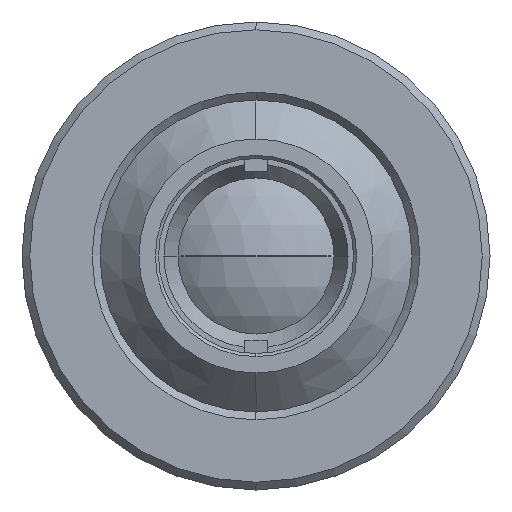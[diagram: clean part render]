
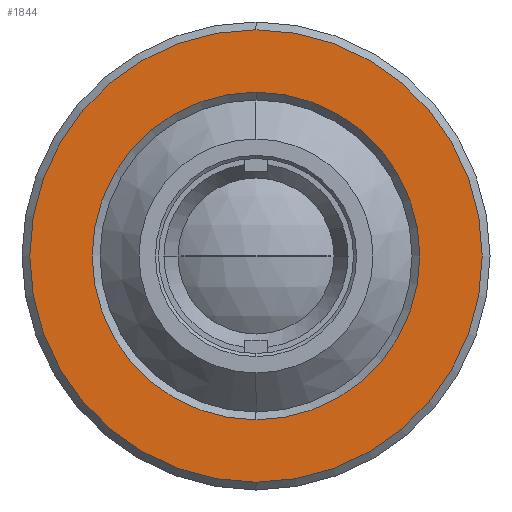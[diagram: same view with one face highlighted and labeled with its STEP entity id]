
A CAD part, left-side view. The second image highlights one B-rep face of the part: STEP entity #1844.
In plain terms, the highlighted planar face has unit normal (-1, 0, 0).
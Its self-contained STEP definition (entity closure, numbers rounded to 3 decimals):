
#82 = PLANE ( 'NONE',  #1324 ) ;
#108 = CIRCLE ( 'NONE', #1211, 14.5 ) ;
#162 = CARTESIAN_POINT ( 'NONE',  ( 14.868, 0., 0. ) ) ;
#163 = VERTEX_POINT ( 'NONE', #1693 ) ;
#182 = EDGE_CURVE ( 'NONE', #1826, #550, #851, .T. ) ;
#260 = DIRECTION ( 'NONE',  ( 0., 0., -1. ) ) ;
#272 = EDGE_CURVE ( 'NONE', #163, #1232, #108, .T. ) ;
#279 = AXIS2_PLACEMENT_3D ( 'NONE', #1054, #1552, #438 ) ;
#290 = CARTESIAN_POINT ( 'NONE',  ( 14.868, 0., 0. ) ) ;
#356 = CARTESIAN_POINT ( 'NONE',  ( 14.868, 0., -14.5 ) ) ;
#404 = DIRECTION ( 'NONE',  ( 1., 0., 0. ) ) ;
#438 = DIRECTION ( 'NONE',  ( 0., 0., -1. ) ) ;
#547 = ORIENTED_EDGE ( 'NONE', *, *, #1409, .T. ) ;
#550 = VERTEX_POINT ( 'NONE', #658 ) ;
#618 = DIRECTION ( 'NONE',  ( -1., 0., 0. ) ) ;
#658 = CARTESIAN_POINT ( 'NONE',  ( 14.868, 0., -10.5 ) ) ;
#700 = DIRECTION ( 'NONE',  ( 0., 0., -1. ) ) ;
#851 = CIRCLE ( 'NONE', #1710, 10.5 ) ;
#856 = CARTESIAN_POINT ( 'NONE',  ( 14.868, 0., 10.5 ) ) ;
#898 = AXIS2_PLACEMENT_3D ( 'NONE', #1167, #1648, #1971 ) ;
#1011 = ORIENTED_EDGE ( 'NONE', *, *, #182, .T. ) ;
#1054 = CARTESIAN_POINT ( 'NONE',  ( 14.868, 0., 0. ) ) ;
#1133 = ORIENTED_EDGE ( 'NONE', *, *, #272, .T. ) ;
#1167 = CARTESIAN_POINT ( 'NONE',  ( 14.868, 0., 0. ) ) ;
#1172 = EDGE_CURVE ( 'NONE', #1232, #163, #1911, .T. ) ;
#1202 = FACE_OUTER_BOUND ( 'NONE', #1699, .T. ) ;
#1211 = AXIS2_PLACEMENT_3D ( 'NONE', #162, #618, #1856 ) ;
#1232 = VERTEX_POINT ( 'NONE', #356 ) ;
#1240 = EDGE_LOOP ( 'NONE', ( #1011, #547 ) ) ;
#1271 = ORIENTED_EDGE ( 'NONE', *, *, #1172, .T. ) ;
#1324 = AXIS2_PLACEMENT_3D ( 'NONE', #1832, #404, #700 ) ;
#1409 = EDGE_CURVE ( 'NONE', #550, #1826, #1686, .T. ) ;
#1513 = FACE_BOUND ( 'NONE', #1240, .T. ) ;
#1552 = DIRECTION ( 'NONE',  ( -1., 0., 0. ) ) ;
#1648 = DIRECTION ( 'NONE',  ( 1., 0., 0. ) ) ;
#1686 = CIRCLE ( 'NONE', #898, 10.5 ) ;
#1693 = CARTESIAN_POINT ( 'NONE',  ( 14.868, 0., 14.5 ) ) ;
#1699 = EDGE_LOOP ( 'NONE', ( #1271, #1133 ) ) ;
#1710 = AXIS2_PLACEMENT_3D ( 'NONE', #290, #1975, #260 ) ;
#1826 = VERTEX_POINT ( 'NONE', #856 ) ;
#1832 = CARTESIAN_POINT ( 'NONE',  ( 14.868, 11., 0. ) ) ;
#1844 = ADVANCED_FACE ( 'NONE', ( #1513, #1202 ), #82, .F. ) ;
#1856 = DIRECTION ( 'NONE',  ( 0., 0., -1. ) ) ;
#1911 = CIRCLE ( 'NONE', #279, 14.5 ) ;
#1971 = DIRECTION ( 'NONE',  ( 0., 0., -1. ) ) ;
#1975 = DIRECTION ( 'NONE',  ( 1., 0., 0. ) ) ;
